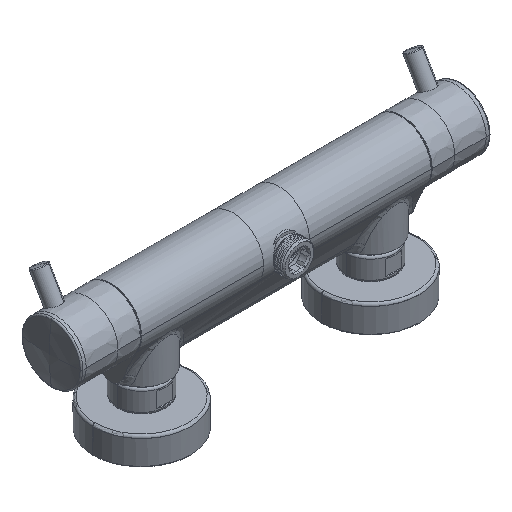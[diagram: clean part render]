
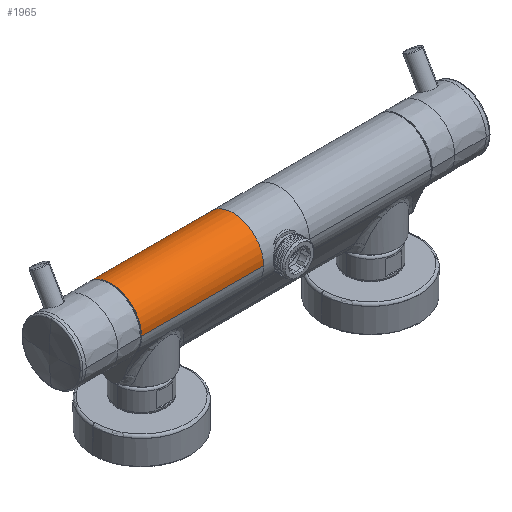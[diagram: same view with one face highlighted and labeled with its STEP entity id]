
A CAD part, isometric view. The second image highlights one B-rep face of the part: STEP entity #1965.
In plain terms, the highlighted cylindrical face has radius 20 mm (diameter 40 mm), a partial arc.
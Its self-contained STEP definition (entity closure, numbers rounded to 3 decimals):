
#130=CARTESIAN_POINT('Vertex',(-15.,20.,0.)) ;
#133=CARTESIAN_POINT('Axis2P3D Location',(-15.,0.,0.)) ;
#137=CARTESIAN_POINT('Vertex',(-15.,-20.,0.)) ;
#1496=CARTESIAN_POINT('Vertex',(-95.,-20.,0.)) ;
#1500=CARTESIAN_POINT('Control Point',(-95.,-20.,0.)) ;
#1501=CARTESIAN_POINT('Control Point',(-95.,-20.,1.793)) ;
#1502=CARTESIAN_POINT('Control Point',(-95.,-19.799,3.587)) ;
#1503=CARTESIAN_POINT('Control Point',(-95.,-19.397,5.35)) ;
#1504=CARTESIAN_POINT('Control Point',(-95.,-18.145,8.926)) ;
#1505=CARTESIAN_POINT('Control Point',(-95.,-16.095,12.118)) ;
#1506=CARTESIAN_POINT('Control Point',(-95.,-14.819,13.649)) ;
#1507=CARTESIAN_POINT('Control Point',(-95.,-11.918,16.363)) ;
#1508=CARTESIAN_POINT('Control Point',(-95.,-8.444,18.292)) ;
#1509=CARTESIAN_POINT('Control Point',(-95.,-6.596,19.036)) ;
#1510=CARTESIAN_POINT('Control Point',(-95.,-2.755,20.055)) ;
#1511=CARTESIAN_POINT('Control Point',(-95.,1.218,20.11)) ;
#1512=CARTESIAN_POINT('Control Point',(-95.,3.198,19.891)) ;
#1513=CARTESIAN_POINT('Control Point',(-95.,7.063,18.971)) ;
#1514=CARTESIAN_POINT('Control Point',(-95.,10.589,17.139)) ;
#1515=CARTESIAN_POINT('Control Point',(-95.,12.23,16.01)) ;
#1516=CARTESIAN_POINT('Control Point',(-95.,15.2,13.37)) ;
#1517=CARTESIAN_POINT('Control Point',(-95.,17.439,10.088)) ;
#1518=CARTESIAN_POINT('Control Point',(-95.,18.35,8.316)) ;
#1519=CARTESIAN_POINT('Control Point',(-95.,19.35,5.586)) ;
#1520=CARTESIAN_POINT('Control Point',(-95.,19.843,2.738)) ;
#1521=CARTESIAN_POINT('Control Point',(-95.,19.948,1.828)) ;
#1522=CARTESIAN_POINT('Control Point',(-95.,20.,0.914)) ;
#1523=CARTESIAN_POINT('Control Point',(-95.,20.,0.)) ;
#1524=CARTESIAN_POINT('Vertex',(-95.,20.,0.)) ;
#1865=CARTESIAN_POINT('Line Origine',(-95.,-20.,0.)) ;
#1912=CARTESIAN_POINT('Axis2P3D Location',(-95.,0.,0.)) ;
#1917=CARTESIAN_POINT('Line Origine',(-95.,20.,0.)) ;
#1921=CARTESIAN_POINT('Vertex',(-89.75,20.,0.)) ;
#1925=CARTESIAN_POINT('Control Point',(-89.75,20.,0.)) ;
#1926=CARTESIAN_POINT('Control Point',(-89.75,20.,0.11)) ;
#1927=CARTESIAN_POINT('Control Point',(-89.761,19.999,0.218)) ;
#1928=CARTESIAN_POINT('Control Point',(-89.784,19.998,0.323)) ;
#1929=CARTESIAN_POINT('Control Point',(-89.855,19.994,0.528)) ;
#1930=CARTESIAN_POINT('Control Point',(-89.968,19.987,0.716)) ;
#1931=CARTESIAN_POINT('Control Point',(-90.036,19.984,0.807)) ;
#1932=CARTESIAN_POINT('Control Point',(-90.187,19.977,0.966)) ;
#1933=CARTESIAN_POINT('Control Point',(-90.369,19.971,1.088)) ;
#1934=CARTESIAN_POINT('Control Point',(-90.466,19.968,1.138)) ;
#1935=CARTESIAN_POINT('Control Point',(-90.722,19.962,1.238)) ;
#1936=CARTESIAN_POINT('Control Point',(-90.998,19.96,1.266)) ;
#1937=CARTESIAN_POINT('Control Point',(-91.161,19.961,1.256)) ;
#1938=CARTESIAN_POINT('Control Point',(-91.43,19.965,1.194)) ;
#1939=CARTESIAN_POINT('Control Point',(-91.671,19.972,1.064)) ;
#1940=CARTESIAN_POINT('Control Point',(-91.762,19.975,1.001)) ;
#1941=CARTESIAN_POINT('Control Point',(-91.885,19.98,0.893)) ;
#1942=CARTESIAN_POINT('Control Point',(-91.989,19.985,0.767)) ;
#1943=CARTESIAN_POINT('Control Point',(-92.021,19.987,0.722)) ;
#1944=CARTESIAN_POINT('Control Point',(-92.125,19.992,0.565)) ;
#1945=CARTESIAN_POINT('Control Point',(-92.199,19.997,0.392)) ;
#1946=CARTESIAN_POINT('Control Point',(-92.233,19.999,0.267)) ;
#1947=CARTESIAN_POINT('Control Point',(-92.25,20.,0.135)) ;
#1948=CARTESIAN_POINT('Control Point',(-92.25,20.,0.)) ;
#1949=CARTESIAN_POINT('Vertex',(-92.25,20.,0.)) ;
#1952=CARTESIAN_POINT('Line Origine',(-95.,20.,0.)) ;
#1867=VECTOR('Line Direction',#1866,1.) ;
#1919=VECTOR('Line Direction',#1918,1.) ;
#1954=VECTOR('Line Direction',#1953,1.) ;
#134=DIRECTION('Axis2P3D Direction',(1.,0.,0.)) ;
#1866=DIRECTION('Vector Direction',(1.,0.,0.)) ;
#1913=DIRECTION('Axis2P3D Direction',(1.,0.,0.)) ;
#1914=DIRECTION('Axis2P3D XDirection',(0.,1.,0.)) ;
#1918=DIRECTION('Vector Direction',(1.,0.,0.)) ;
#1953=DIRECTION('Vector Direction',(1.,0.,0.)) ;
#135=AXIS2_PLACEMENT_3D('Circle Axis2P3D',#133,#134,$) ;
#1915=AXIS2_PLACEMENT_3D('Cylinder Axis2P3D',#1912,#1913,#1914) ;
#1868=LINE('Line',#1865,#1867) ;
#1920=LINE('Line',#1917,#1919) ;
#1955=LINE('Line',#1952,#1954) ;
#136=CIRCLE('generated circle',#135,20.) ;
#1916=CYLINDRICAL_SURFACE('generated cylinder',#1915,20.) ;
#139=EDGE_CURVE('',#131,#138,#136,.T.) ;
#1526=EDGE_CURVE('',#1497,#1525,#1499,.T.) ;
#1869=EDGE_CURVE('',#138,#1497,#1868,.F.) ;
#1923=EDGE_CURVE('',#1922,#131,#1920,.T.) ;
#1951=EDGE_CURVE('',#1922,#1950,#1924,.T.) ;
#1956=EDGE_CURVE('',#1525,#1950,#1955,.T.) ;
#1958=ORIENTED_EDGE('',*,*,#1923,.F.) ;
#1959=ORIENTED_EDGE('',*,*,#1951,.T.) ;
#1960=ORIENTED_EDGE('',*,*,#1956,.F.) ;
#1961=ORIENTED_EDGE('',*,*,#1526,.F.) ;
#1962=ORIENTED_EDGE('',*,*,#1869,.F.) ;
#1963=ORIENTED_EDGE('',*,*,#139,.F.) ;
#1957=EDGE_LOOP('',(#1958,#1959,#1960,#1961,#1962,#1963)) ;
#131=VERTEX_POINT('',#130) ;
#138=VERTEX_POINT('',#137) ;
#1497=VERTEX_POINT('',#1496) ;
#1525=VERTEX_POINT('',#1524) ;
#1922=VERTEX_POINT('',#1921) ;
#1950=VERTEX_POINT('',#1949) ;
#1965=ADVANCED_FACE('PartBody',(#1964),#1916,.T.) ;
#1499=B_SPLINE_CURVE_WITH_KNOTS('',5,(#1500,#1501,#1502,#1503,#1504,#1505,#1506,#1507,#1508,#1509,#1510,#1511,#1512,#1513,#1514,#1515,#1516,#1517,#1518,#1519,#1520,#1521,#1522,#1523),.UNSPECIFIED.,.F.,.U.,(6,3,3,3,3,3,3,6),(15.204,27.885,41.828,55.77,69.713,83.656,97.598,104.06),.UNSPECIFIED.) ;
#1924=B_SPLINE_CURVE_WITH_KNOTS('',5,(#1925,#1926,#1927,#1928,#1929,#1930,#1931,#1932,#1933,#1934,#1935,#1936,#1937,#1938,#1939,#1940,#1941,#1942,#1943,#1944,#1945,#1946,#1947,#1948),.UNSPECIFIED.,.F.,.U.,(6,3,3,3,3,3,3,6),(0.,0.766,1.542,2.315,3.479,4.247,4.633,5.575),.UNSPECIFIED.) ;
#1964=FACE_OUTER_BOUND('',#1957,.T.) ;
